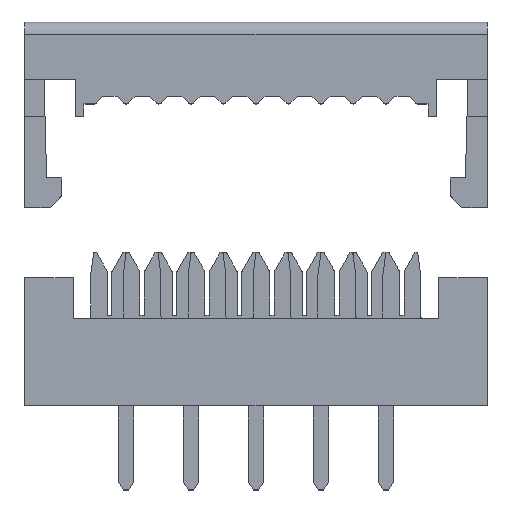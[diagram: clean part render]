
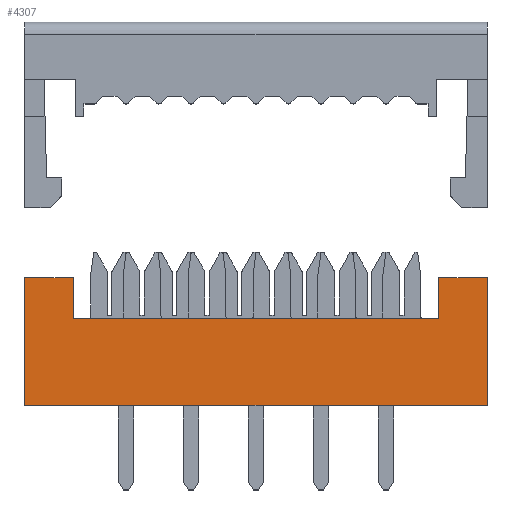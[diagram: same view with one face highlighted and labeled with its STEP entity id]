
A CAD part, top view. The second image highlights one B-rep face of the part: STEP entity #4307.
In plain terms, the highlighted planar face has unit normal (0, 0, 1).
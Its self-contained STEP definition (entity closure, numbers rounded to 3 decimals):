
#2615=VERTEX_POINT('',#7386);
#2905=VERTEX_POINT('',#7700);
#3309=VERTEX_POINT('',#8146);
#3367=EDGE_CURVE('',#4411,#2905,#8206,.T.);
#3445=VERTEX_POINT('',#8292);
#3789=EDGE_CURVE('',#2905,#3309,#8667,.T.);
#4307=ADVANCED_FACE('',(#9236),#9237,.T.);
#4411=VERTEX_POINT('',#9350);
#4847=EDGE_CURVE('',#6881,#4411,#9820,.T.);
#5265=EDGE_CURVE('',#2615,#5417,#10275,.T.);
#5307=EDGE_CURVE('',#5387,#6881,#10324,.T.);
#5387=VERTEX_POINT('',#10408);
#5417=VERTEX_POINT('',#10441);
#6095=EDGE_CURVE('',#3445,#2615,#11177,.T.);
#6733=EDGE_CURVE('',#3309,#3445,#11878,.T.);
#6881=VERTEX_POINT('',#12040);
#6925=EDGE_CURVE('',#5417,#5387,#12086,.T.);
#7386=CARTESIAN_POINT('',(9.05,5.0,3.0));
#7700=CARTESIAN_POINT('',(-9.05,5.0,3.0));
#8146=CARTESIAN_POINT('',(-9.05,0.0,3.0));
#8206=LINE('',#13807,#13808);
#8292=CARTESIAN_POINT('',(9.05,0.0,3.0));
#8667=LINE('',#14447,#14448);
#9236=FACE_OUTER_BOUND('',#15256,.T.);
#9237=PLANE('',#15257);
#9350=CARTESIAN_POINT('',(-7.15,5.0,3.0));
#9820=LINE('',#16087,#16088);
#10275=LINE('',#16741,#16742);
#10324=LINE('',#16804,#16805);
#10408=CARTESIAN_POINT('',(7.15,3.4,3.0));
#10441=CARTESIAN_POINT('',(7.15,5.0,3.0));
#11177=LINE('',#18023,#18024);
#11878=LINE('',#18995,#18996);
#12040=CARTESIAN_POINT('',(-7.15,3.4,3.0));
#12086=LINE('',#19283,#19284);
#13807=CARTESIAN_POINT('',(0.0,5.0,3.0));
#13808=VECTOR('',#20691,1.0);
#14447=CARTESIAN_POINT('',(-9.05,2.5,3.0));
#14448=VECTOR('',#21170,1.0);
#15256=EDGE_LOOP('',(#21854,#21855,#21856,#21857,#21858,#21859,#21860,#21861));
#15257=AXIS2_PLACEMENT_3D('',#21862,#21863,#21864);
#16087=CARTESIAN_POINT('',(-7.15,4.2,3.0));
#16088=VECTOR('',#22475,1.0);
#16741=CARTESIAN_POINT('',(0.0,5.0,3.0));
#16742=VECTOR('',#22962,1.0);
#16804=CARTESIAN_POINT('',(0.0,3.4,3.0));
#16805=VECTOR('',#23078,1.0);
#18023=CARTESIAN_POINT('',(9.05,2.5,3.0));
#18024=VECTOR('',#24003,1.0);
#18995=CARTESIAN_POINT('',(0.0,0.0,3.0));
#18996=VECTOR('',#24823,1.0);
#19283=CARTESIAN_POINT('',(7.15,4.2,3.0));
#19284=VECTOR('',#25001,1.0);
#20691=DIRECTION('',(-1.0,0.0,0.0));
#21170=DIRECTION('',(0.0,-1.0,0.0));
#21854=ORIENTED_EDGE('',*,*,#6925,.T.);
#21855=ORIENTED_EDGE('',*,*,#5307,.T.);
#21856=ORIENTED_EDGE('',*,*,#4847,.T.);
#21857=ORIENTED_EDGE('',*,*,#3367,.T.);
#21858=ORIENTED_EDGE('',*,*,#3789,.T.);
#21859=ORIENTED_EDGE('',*,*,#6733,.T.);
#21860=ORIENTED_EDGE('',*,*,#6095,.T.);
#21861=ORIENTED_EDGE('',*,*,#5265,.T.);
#21862=CARTESIAN_POINT('',(0.0,2.5,3.0));
#21863=DIRECTION('',(0.0,0.0,1.0));
#21864=DIRECTION('',(1.0,0.0,0.0));
#22475=DIRECTION('',(0.0,1.0,0.0));
#22962=DIRECTION('',(-1.0,0.0,0.0));
#23078=DIRECTION('',(-1.0,0.0,0.0));
#24003=DIRECTION('',(0.0,1.0,0.0));
#24823=DIRECTION('',(1.0,0.0,0.0));
#25001=DIRECTION('',(0.0,-1.0,0.0));
